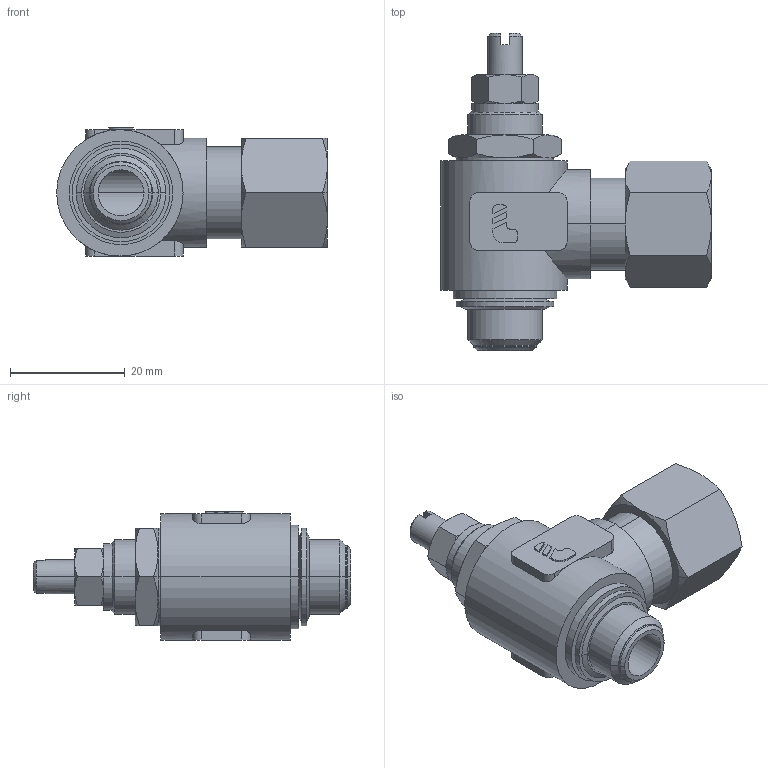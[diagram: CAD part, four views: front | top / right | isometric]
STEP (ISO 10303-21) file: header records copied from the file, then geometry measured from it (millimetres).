
FILE_DESCRIPTION(('STEP AP214'),'1');
FILE_NAME('7762_10_13.stp','2016-07-07T14:31:23',('TraceParts'),('TraceParts S.A.'),'Spatial InterOp 3D',' ',' ');
FILE_SCHEMA(('automotive_design'));
Length unit declared in the file: millimetre
Products named in the file (1): 1
Bounding box: 47.12 x 55.19 x 22.3 mm (x, y, z)
Volume: 16471.6 mm3; surface area: 7217 mm2
Topology: 1 solids, 1 shells, 180 faces, 424 edges, 260 vertices
Faces by surface type: cone 70, plane 66, cylinder 42, torus 2
Entity records: 5406 total; most frequent: CARTESIAN_POINT 1404, DIRECTION 850, ORIENTED_EDGE 844, EDGE_CURVE 422, AXIS2_PLACEMENT_3D 341, VERTEX_POINT 260, EDGE_LOOP 198, ADVANCED_FACE 180
